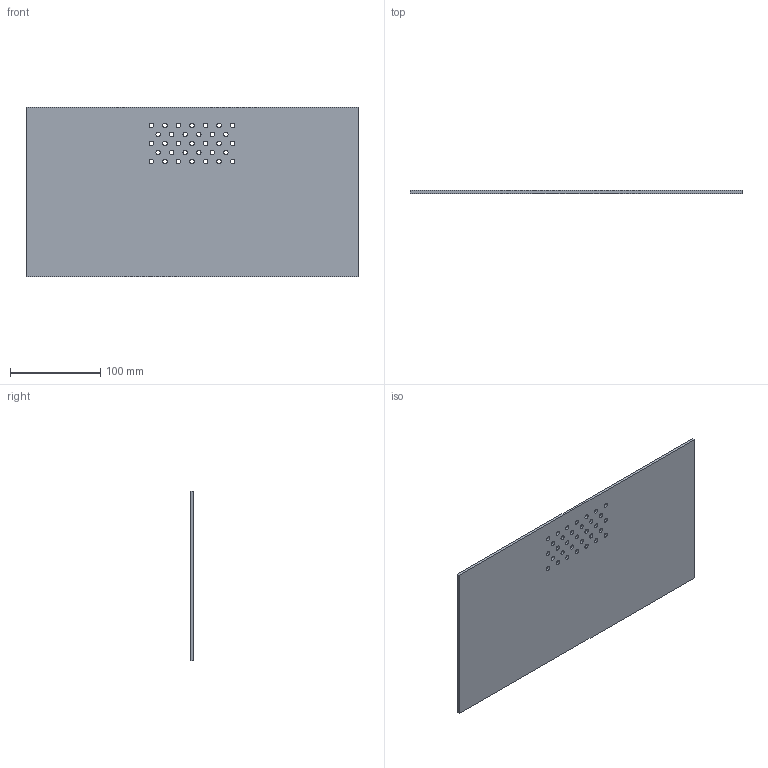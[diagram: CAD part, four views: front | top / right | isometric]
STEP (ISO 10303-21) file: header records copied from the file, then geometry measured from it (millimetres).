
FILE_DESCRIPTION((''),'2;1');
FILE_NAME('ROB-CEVE-P21','2021-05-06T11:04:21',('kevin'),(''),'CREO PARAMETRIC BY PTC INC, 2016390','CREO PARAMETRIC BY PTC INC, 2016390','');
FILE_SCHEMA(('CONFIG_CONTROL_DESIGN'));
Length unit declared in the file: millimetre
Products named in the file (1): ROB-CEVE-P21
Bounding box: 367.5 x 3 x 187.5 mm (x, y, z)
Volume: 204774.9 mm3; surface area: 141401.7 mm2
Topology: 1 solids, 1 shells, 72 faces, 210 edges, 140 vertices
Faces by surface type: cylinder 66, plane 6
Entity records: 2636 total; most frequent: DIRECTION 486, CARTESIAN_POINT 422, ORIENTED_EDGE 420, EDGE_CURVE 210, AXIS2_PLACEMENT_3D 204, VERTEX_POINT 140, EDGE_LOOP 138, CIRCLE 132
